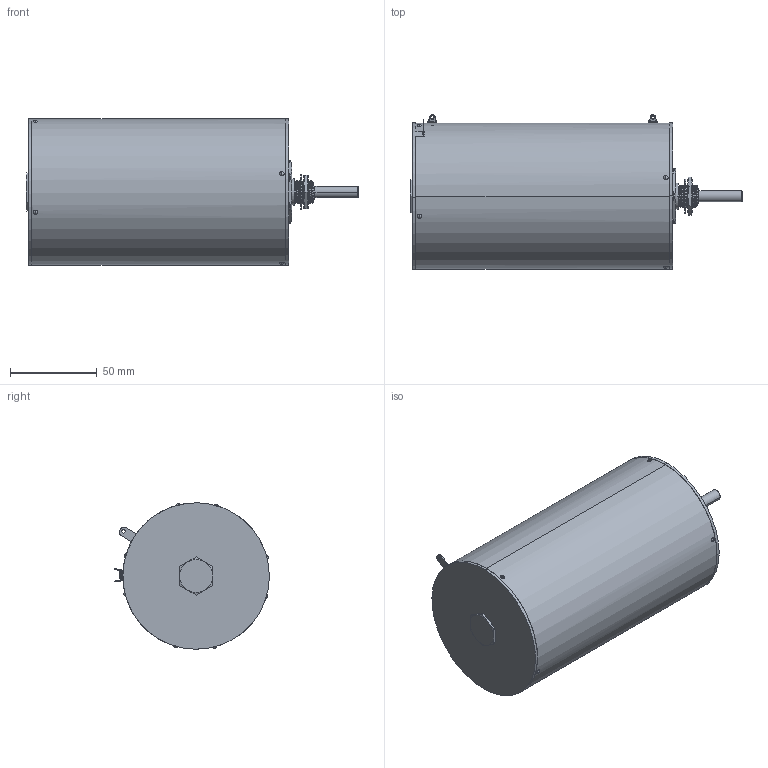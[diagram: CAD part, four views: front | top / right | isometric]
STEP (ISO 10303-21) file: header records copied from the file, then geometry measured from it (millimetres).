
FILE_DESCRIPTION((''),'2;1');
FILE_NAME('E-1G_SW0001','2015-07-14T',('bmozley'),(''),'CREO PARAMETRIC BY PTC INC, 2015080','CREO PARAMETRIC BY PTC INC, 2015080','');
FILE_SCHEMA(('CONFIG_CONTROL_DESIGN'));
Length unit declared in the file: inch
Products named in the file (1): E-1G_SW0001
Bounding box: 191.13 x 89.08 x 84.33 mm (x, y, z)
Volume: 836333.6 mm3; surface area: 55891.8 mm2
Topology: 5 solids, 5 shells, 603 faces, 1530 edges, 948 vertices
Faces by surface type: cylinder 213, bspline 162, plane 148, cone 45, torus 19, sphere 16
Entity records: 35665 total; most frequent: CARTESIAN_POINT 22361, ORIENTED_EDGE 3028, DIRECTION 2284, EDGE_CURVE 1514, VERTEX_POINT 948, AXIS2_PLACEMENT_3D 848, EDGE_LOOP 660, FACE_OUTER_BOUND 603
